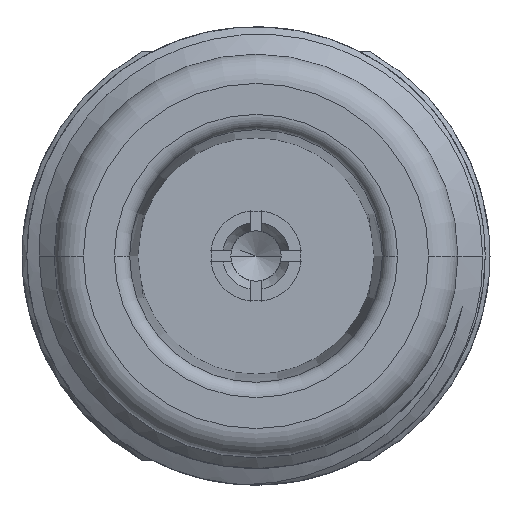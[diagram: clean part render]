
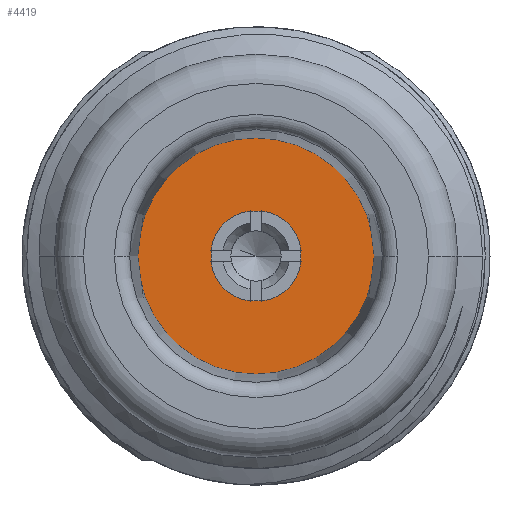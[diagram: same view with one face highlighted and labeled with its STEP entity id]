
A CAD part, left-side view. The second image highlights one B-rep face of the part: STEP entity #4419.
In plain terms, the highlighted planar face has unit normal (-1, 0, 0).
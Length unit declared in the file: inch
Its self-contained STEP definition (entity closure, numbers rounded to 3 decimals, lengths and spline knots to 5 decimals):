
#19=CARTESIAN_POINT('',(0.35906,0.,0.));
#20=DIRECTION('',(-1.,0.,0.));
#21=DIRECTION('',(0.,1.,0.));
#22=AXIS2_PLACEMENT_3D('',#19,#20,#21);
#24=CARTESIAN_POINT('',(0.35906,0.,0.));
#25=DIRECTION('',(1.,0.,0.));
#26=DIRECTION('',(0.,1.,0.));
#27=AXIS2_PLACEMENT_3D('',#24,#25,#26);
#29=DIRECTION('',(0.,1.,0.));
#30=VECTOR('',#29,0.00119);
#31=CARTESIAN_POINT('',(0.35906,-0.06071,
0.00787));
#32=LINE('',#31,#30);
#33=CARTESIAN_POINT('',(0.35906,0.,0.));
#34=DIRECTION('',(1.,0.,0.));
#35=DIRECTION('',(0.,-0.129,0.992));
#36=AXIS2_PLACEMENT_3D('',#33,#34,#35);
#38=DIRECTION('',(0.,0.,1.));
#39=VECTOR('',#38,0.00119);
#40=CARTESIAN_POINT('',(0.35906,-0.00787,
0.05952));
#41=LINE('',#40,#39);
#42=DIRECTION('',(0.,0.,-1.));
#43=VECTOR('',#42,0.00119);
#44=CARTESIAN_POINT('',(0.35906,0.00787,0.06071));
#45=LINE('',#44,#43);
#46=CARTESIAN_POINT('',(0.35906,0.,0.));
#47=DIRECTION('',(1.,0.,0.));
#48=DIRECTION('',(0.,0.992,0.129));
#49=AXIS2_PLACEMENT_3D('',#46,#47,#48);
#51=DIRECTION('',(0.,1.,0.));
#52=VECTOR('',#51,0.00119);
#53=CARTESIAN_POINT('',(0.35906,0.05952,0.00787));
#54=LINE('',#53,#52);
#55=DIRECTION('',(0.,-1.,0.));
#56=VECTOR('',#55,0.00119);
#57=CARTESIAN_POINT('',(0.35906,0.06071,
-0.00787));
#58=LINE('',#57,#56);
#59=CARTESIAN_POINT('',(0.35906,0.,0.));
#60=DIRECTION('',(1.,0.,0.));
#61=DIRECTION('',(0.,0.129,-0.992));
#62=AXIS2_PLACEMENT_3D('',#59,#60,#61);
#64=DIRECTION('',(0.,0.,-1.));
#65=VECTOR('',#64,0.00119);
#66=CARTESIAN_POINT('',(0.35906,0.00787,
-0.05952));
#67=LINE('',#66,#65);
#68=DIRECTION('',(0.,0.,1.));
#69=VECTOR('',#68,0.00119);
#70=CARTESIAN_POINT('',(0.35906,-0.00787,
-0.06071));
#71=LINE('',#70,#69);
#72=CARTESIAN_POINT('',(0.35906,0.,0.));
#73=DIRECTION('',(1.,0.,0.));
#74=DIRECTION('',(0.,-0.992,-0.129));
#75=AXIS2_PLACEMENT_3D('',#72,#73,#74);
#77=DIRECTION('',(0.,-1.,0.));
#78=VECTOR('',#77,0.00119);
#79=CARTESIAN_POINT('',(0.35906,-0.05952,
-0.00787));
#80=LINE('',#79,#78);
#90=CARTESIAN_POINT('',(0.35906,0.,0.));
#91=DIRECTION('',(1.,0.,0.));
#92=DIRECTION('',(0.,-0.991,0.131));
#93=AXIS2_PLACEMENT_3D('',#90,#91,#92);
#129=CARTESIAN_POINT('',(0.35906,0.,0.));
#130=DIRECTION('',(-1.,0.,0.));
#131=DIRECTION('',(0.,0.131,-0.991));
#132=AXIS2_PLACEMENT_3D('',#129,#130,#131);
#159=CARTESIAN_POINT('',(0.35906,0.,0.));
#160=DIRECTION('',(1.,0.,0.));
#161=DIRECTION('',(0.,0.991,-0.131));
#162=AXIS2_PLACEMENT_3D('',#159,#160,#161);
#199=CARTESIAN_POINT('',(0.35906,0.,0.));
#200=DIRECTION('',(1.,0.,0.));
#201=DIRECTION('',(0.,0.131,0.991));
#202=AXIS2_PLACEMENT_3D('',#199,#200,#201);
#3697=CARTESIAN_POINT('',(0.35906,0.15906,0.));
#3699=VERTEX_POINT('',#3697);
#3717=CARTESIAN_POINT('',(0.35906,-0.15906,0.));
#3719=VERTEX_POINT('',#3717);
#4294=CARTESIAN_POINT('',(0.35906,-0.06071,
0.00787));
#4295=CARTESIAN_POINT('',(0.35906,-0.05952,
0.00787));
#4296=VERTEX_POINT('',#4294);
#4297=VERTEX_POINT('',#4295);
#4298=CARTESIAN_POINT('',(0.35906,-0.05952,
-0.00787));
#4299=CARTESIAN_POINT('',(0.35906,-0.06071,
-0.00787));
#4300=VERTEX_POINT('',#4298);
#4301=VERTEX_POINT('',#4299);
#4302=CARTESIAN_POINT('',(0.35906,0.00787,
0.06071));
#4303=CARTESIAN_POINT('',(0.35906,0.00787,
0.05952));
#4304=VERTEX_POINT('',#4302);
#4305=VERTEX_POINT('',#4303);
#4306=CARTESIAN_POINT('',(0.35906,-0.00787,
0.05952));
#4307=CARTESIAN_POINT('',(0.35906,-0.00787,
0.06071));
#4308=VERTEX_POINT('',#4306);
#4309=VERTEX_POINT('',#4307);
#4310=CARTESIAN_POINT('',(0.35906,0.06071,
-0.00787));
#4311=CARTESIAN_POINT('',(0.35906,0.05952,
-0.00787));
#4312=VERTEX_POINT('',#4310);
#4313=VERTEX_POINT('',#4311);
#4314=CARTESIAN_POINT('',(0.35906,0.05952,
0.00787));
#4315=CARTESIAN_POINT('',(0.35906,0.06071,
0.00787));
#4316=VERTEX_POINT('',#4314);
#4317=VERTEX_POINT('',#4315);
#4318=CARTESIAN_POINT('',(0.35906,-0.00787,
-0.06071));
#4319=CARTESIAN_POINT('',(0.35906,-0.00787,
-0.05952));
#4320=VERTEX_POINT('',#4318);
#4321=VERTEX_POINT('',#4319);
#4322=CARTESIAN_POINT('',(0.35906,0.00787,
-0.05952));
#4323=CARTESIAN_POINT('',(0.35906,0.00787,
-0.06071));
#4324=VERTEX_POINT('',#4322);
#4325=VERTEX_POINT('',#4323);
#4376=CARTESIAN_POINT('',(0.35906,0.,0.));
#4377=DIRECTION('',(1.,0.,0.));
#4378=DIRECTION('',(0.,-1.,0.));
#4379=AXIS2_PLACEMENT_3D('',#4376,#4377,#4378);
#4380=PLANE('',#4379);
#4381=ORIENTED_EDGE('',*,*,#4368,.F.);
#4382=ORIENTED_EDGE('',*,*,#4357,.T.);
#4383=EDGE_LOOP('',(#4381,#4382));
#4384=FACE_OUTER_BOUND('',#4383,.F.);
#4386=ORIENTED_EDGE('',*,*,#4385,.F.);
#4388=ORIENTED_EDGE('',*,*,#4387,.F.);
#4390=ORIENTED_EDGE('',*,*,#4389,.F.);
#4392=ORIENTED_EDGE('',*,*,#4391,.F.);
#4394=ORIENTED_EDGE('',*,*,#4393,.F.);
#4396=ORIENTED_EDGE('',*,*,#4395,.F.);
#4398=ORIENTED_EDGE('',*,*,#4397,.F.);
#4400=ORIENTED_EDGE('',*,*,#4399,.F.);
#4402=ORIENTED_EDGE('',*,*,#4401,.F.);
#4404=ORIENTED_EDGE('',*,*,#4403,.F.);
#4406=ORIENTED_EDGE('',*,*,#4405,.F.);
#4408=ORIENTED_EDGE('',*,*,#4407,.T.);
#4410=ORIENTED_EDGE('',*,*,#4409,.F.);
#4412=ORIENTED_EDGE('',*,*,#4411,.F.);
#4414=ORIENTED_EDGE('',*,*,#4413,.F.);
#4416=ORIENTED_EDGE('',*,*,#4415,.F.);
#4417=EDGE_LOOP('',(#4386,#4388,#4390,#4392,#4394,#4396,#4398,#4400,#4402,#4404,
#4406,#4408,#4410,#4412,#4414,#4416));
#4418=FACE_BOUND('',#4417,.F.);
#4419=ADVANCED_FACE('',(#4384,#4418),#4380,.F.);
#23=CIRCLE('',#22,0.15906);
#28=CIRCLE('',#27,0.15906);
#37=CIRCLE('',#36,0.06122);
#50=CIRCLE('',#49,0.06122);
#63=CIRCLE('',#62,0.06122);
#76=CIRCLE('',#75,0.06122);
#94=CIRCLE('',#93,0.06004);
#133=CIRCLE('',#132,0.06004);
#163=CIRCLE('',#162,0.06004);
#203=CIRCLE('',#202,0.06004);
#4357=EDGE_CURVE('',#3699,#3719,#28,.T.);
#4368=EDGE_CURVE('',#3699,#3719,#23,.T.);
#4385=EDGE_CURVE('',#4296,#4297,#32,.T.);
#4387=EDGE_CURVE('',#4309,#4296,#37,.T.);
#4389=EDGE_CURVE('',#4308,#4309,#41,.T.);
#4391=EDGE_CURVE('',#4305,#4308,#203,.T.);
#4393=EDGE_CURVE('',#4304,#4305,#45,.T.);
#4395=EDGE_CURVE('',#4317,#4304,#50,.T.);
#4397=EDGE_CURVE('',#4316,#4317,#54,.T.);
#4399=EDGE_CURVE('',#4313,#4316,#163,.T.);
#4401=EDGE_CURVE('',#4312,#4313,#58,.T.);
#4403=EDGE_CURVE('',#4325,#4312,#63,.T.);
#4405=EDGE_CURVE('',#4324,#4325,#67,.T.);
#4407=EDGE_CURVE('',#4324,#4321,#133,.T.);
#4409=EDGE_CURVE('',#4320,#4321,#71,.T.);
#4411=EDGE_CURVE('',#4301,#4320,#76,.T.);
#4413=EDGE_CURVE('',#4300,#4301,#80,.T.);
#4415=EDGE_CURVE('',#4297,#4300,#94,.T.);
